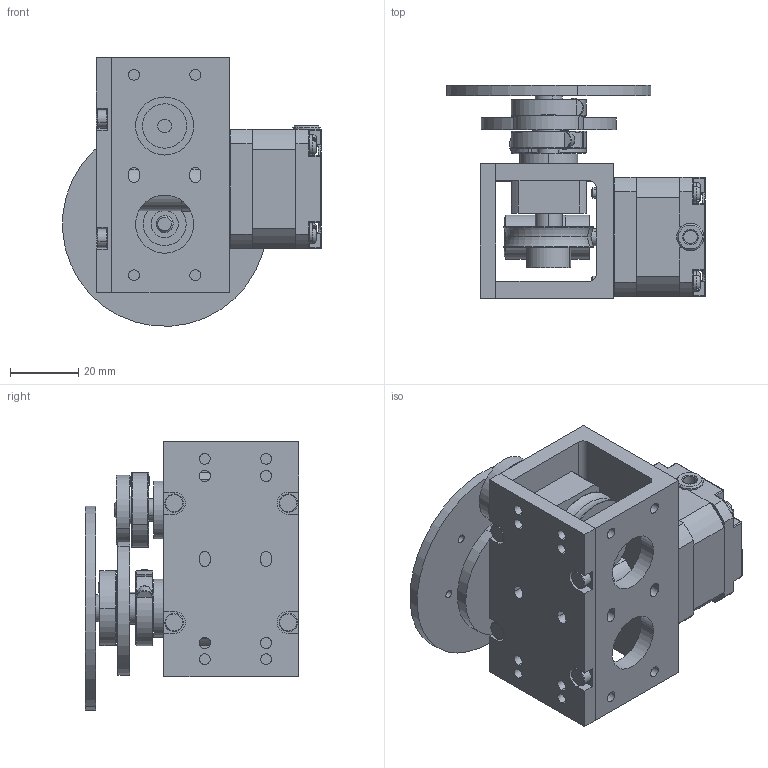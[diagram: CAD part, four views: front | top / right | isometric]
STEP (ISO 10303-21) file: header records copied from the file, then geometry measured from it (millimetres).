
FILE_DESCRIPTION (( 'STEP AP203' ), '1' );
FILE_NAME ('RSB20K.STEP', '2019-11-11T16:03:20', ( '' ), ( '' ), 'SwSTEP 2.0', 'SolidWorks 2019', '' );
FILE_SCHEMA (( 'CONFIG_CONTROL_DESIGN' ));
Length unit declared in the file: millimetre
Products named in the file (1): RSB20K
Bounding box: 75.94 x 62.5 x 78.74 mm (x, y, z)
Volume: 108589.3 mm3; surface area: 45506.3 mm2
Topology: 1 solids, 1 shells, 627 faces, 1677 edges, 1044 vertices
Faces by surface type: cylinder 266, plane 232, torus 99, cone 22, sphere 8
Entity records: 20595 total; most frequent: CARTESIAN_POINT 4411, DIRECTION 3522, ORIENTED_EDGE 3338, EDGE_CURVE 1669, AXIS2_PLACEMENT_3D 1381, VERTEX_POINT 1044, LINE 760, VECTOR 760
